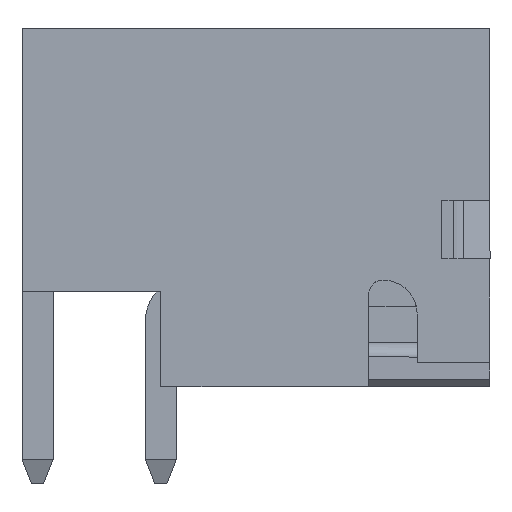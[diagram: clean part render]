
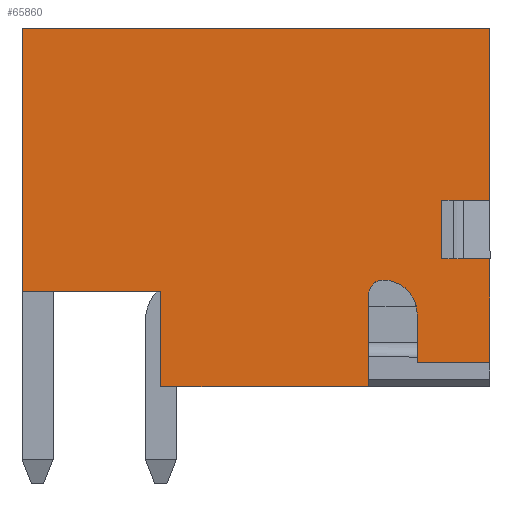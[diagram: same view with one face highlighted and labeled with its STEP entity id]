
A CAD part, left-side view. The second image highlights one B-rep face of the part: STEP entity #65860.
In plain terms, the highlighted planar face has unit normal (-1, 0, 0).
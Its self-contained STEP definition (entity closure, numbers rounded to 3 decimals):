
#3350=CARTESIAN_POINT('',(-1.52,-1.47,
7.1));
#3360=VERTEX_POINT('',#3350);
#3390=CARTESIAN_POINT('',(-1.52,3.747,
7.1));
#3400=DIRECTION('',(0.,1.,0.));
#3410=VECTOR('',#3400,1.);
#3420=LINE('',#3390,#3410);
#3430=CARTESIAN_POINT('',(-1.52,0.67,
7.1));
#3440=VERTEX_POINT('',#3430);
#3450=EDGE_CURVE('',#3360,#3440,#3420,.T.);
#3670=CARTESIAN_POINT('',(-1.52,1.87,
7.1));
#3680=VERTEX_POINT('',#3670);
#3710=CARTESIAN_POINT('',(-1.52,5.42,
7.1));
#3720=VERTEX_POINT('',#3710);
#3730=EDGE_CURVE('',#3680,#3720,#3420,.T.);
#38060=CARTESIAN_POINT('',(-1.52,5.42,
-2.54));
#38070=VERTEX_POINT('',#38060);
#38190=CARTESIAN_POINT('',(-1.52,5.42,
12.033));
#38200=DIRECTION('',(0.,0.,1.));
#38210=VECTOR('',#38200,1.);
#38220=LINE('',#38190,#38210);
#38230=EDGE_CURVE('',#38070,#3720,#38220,.T.);
#39840=CARTESIAN_POINT('',(-1.52,-1.47,
5.6));
#39850=VERTEX_POINT('',#39840);
#39880=CARTESIAN_POINT('',(-1.52,-1.47,
12.033));
#39890=DIRECTION('',(0.,0.,1.));
#39900=VECTOR('',#39890,1.);
#39910=LINE('',#39880,#39900);
#39920=EDGE_CURVE('',#39850,#3360,#39910,.T.);
#49130=CARTESIAN_POINT('',(-1.52,1.333,
4.6));
#49140=DIRECTION('',(0.,1.,0.));
#49150=VECTOR('',#49140,1.);
#49160=LINE('',#49130,#49150);
#49170=CARTESIAN_POINT('',(-1.52,-1.97,
4.6));
#49180=VERTEX_POINT('',#49170);
#49190=CARTESIAN_POINT('',(-1.52,-0.07,
4.6));
#49200=VERTEX_POINT('',#49190);
#49210=EDGE_CURVE('',#49180,#49200,#49160,.T.);
#58010=CARTESIAN_POINT('',(-1.52,-1.97,
0.32));
#58020=VERTEX_POINT('',#58010);
#58050=CARTESIAN_POINT('',(-1.52,-1.97,
12.033));
#58060=DIRECTION('',(0.,0.,1.));
#58070=VECTOR('',#58060,1.);
#58080=LINE('',#58050,#58070);
#58090=EDGE_CURVE('',#58020,#49180,#58080,.T.);
#62440=CARTESIAN_POINT('',(-1.52,-0.47,
4.9));
#62450=DIRECTION('',(1.,0.,0.));
#62460=DIRECTION('',(0.,1.,0.));
#62470=AXIS2_PLACEMENT_3D('',#62440,#62450,#62460);
#62480=CIRCLE('',#62470,0.7);
#62490=CARTESIAN_POINT('',(-1.52,0.23,
4.9));
#62500=VERTEX_POINT('',#62490);
#62510=CARTESIAN_POINT('',(-1.52,-0.47,
5.6));
#62520=VERTEX_POINT('',#62510);
#62530=EDGE_CURVE('',#62500,#62520,#62480,.T.);
#63670=CARTESIAN_POINT('',(-1.52,0.,
0.32));
#63680=VERTEX_POINT('',#63670);
#63710=CARTESIAN_POINT('',(-1.52,1.333,
0.32));
#63720=DIRECTION('',(0.,-1.,0.));
#63730=VECTOR('',#63720,1.);
#63740=LINE('',#63710,#63730);
#63750=EDGE_CURVE('',#63680,#58020,#63740,.T.);
#64930=CARTESIAN_POINT('',(-1.52,0.67,
6.135));
#64940=VERTEX_POINT('',#64930);
#64990=CARTESIAN_POINT('',(-1.52,1.333,
6.135));
#65000=DIRECTION('',(-0.,1.,0.));
#65010=VECTOR('',#65000,1.);
#65020=LINE('',#64990,#65010);
#65030=CARTESIAN_POINT('',(-1.52,1.87,
6.135));
#65040=VERTEX_POINT('',#65030);
#65050=EDGE_CURVE('',#64940,#65040,#65020,.T.);
#65310=CARTESIAN_POINT('',(-1.52,4.13,
3.18));
#65320=DIRECTION('',(-1.,0.,0.));
#65330=DIRECTION('',(0.,0.,1.));
#65340=AXIS2_PLACEMENT_3D('',#65310,#65320,#65330);
#65350=PLANE('',#65340);
#65360=CARTESIAN_POINT('',(-1.52,1.333,-2.54));
#65370=DIRECTION('',(0.,1.,0.));
#65380=VECTOR('',#65370,1.);
#65390=LINE('',#65360,#65380);
#65400=CARTESIAN_POINT('',(-1.52,0.,
-2.54));
#65410=VERTEX_POINT('',#65400);
#65420=EDGE_CURVE('',#65410,#38070,#65390,.T.);
#65430=ORIENTED_EDGE('',*,*,#65420,.F.);
#65440=ORIENTED_EDGE('',*,*,#38230,.F.);
#65450=ORIENTED_EDGE('',*,*,#3730,.T.);
#65460=CARTESIAN_POINT('',(-1.52,1.87,
12.033));
#65470=DIRECTION('',(0.,0.,1.));
#65480=VECTOR('',#65470,1.);
#65490=LINE('',#65460,#65480);
#65500=EDGE_CURVE('',#65040,#3680,#65490,.T.);
#65510=ORIENTED_EDGE('',*,*,#65500,.T.);
#65520=ORIENTED_EDGE('',*,*,#65050,.T.);
#65530=CARTESIAN_POINT('',(-1.52,0.67,
12.033));
#65540=DIRECTION('',(0.,0.,1.));
#65550=VECTOR('',#65540,1.);
#65560=LINE('',#65530,#65550);
#65570=EDGE_CURVE('',#64940,#3440,#65560,.T.);
#65580=ORIENTED_EDGE('',*,*,#65570,.F.);
#65590=ORIENTED_EDGE('',*,*,#3450,.T.);
#65600=ORIENTED_EDGE('',*,*,#39920,.T.);
#65610=CARTESIAN_POINT('',(-1.52,1.207,
5.6));
#65620=DIRECTION('',(0.,1.,0.));
#65630=VECTOR('',#65620,1.);
#65640=LINE('',#65610,#65630);
#65650=EDGE_CURVE('',#39850,#62520,#65640,.T.);
#65660=ORIENTED_EDGE('',*,*,#65650,.F.);
#65670=ORIENTED_EDGE('',*,*,#62530,.T.);
#65680=CARTESIAN_POINT('',(-1.52,-0.07,
4.9));
#65690=DIRECTION('',(-1.,0.,0.));
#65700=DIRECTION('',(0.,-1.,0.));
#65710=AXIS2_PLACEMENT_3D('',#65680,#65690,#65700);
#65720=CIRCLE('',#65710,0.3);
#65730=EDGE_CURVE('',#62500,#49200,#65720,.T.);
#65740=ORIENTED_EDGE('',*,*,#65730,.F.);
#65750=ORIENTED_EDGE('',*,*,#49210,.T.);
#65760=ORIENTED_EDGE('',*,*,#58090,.T.);
#65770=ORIENTED_EDGE('',*,*,#63750,.T.);
#65780=CARTESIAN_POINT('',(-1.52,0.,
12.033));
#65790=DIRECTION('',(0.,0.,1.));
#65800=VECTOR('',#65790,1.);
#65810=LINE('',#65780,#65800);
#65820=EDGE_CURVE('',#65410,#63680,#65810,.T.);
#65830=ORIENTED_EDGE('',*,*,#65820,.T.);
#65840=EDGE_LOOP('',(#65830,#65770,#65760,#65750,#65740,#65670,#65660,
#65600,#65590,#65580,#65520,#65510,#65450,#65440,#65430));
#65850=FACE_OUTER_BOUND('',#65840,.T.);
#65860=ADVANCED_FACE('',(#65850),#65350,.T.);
